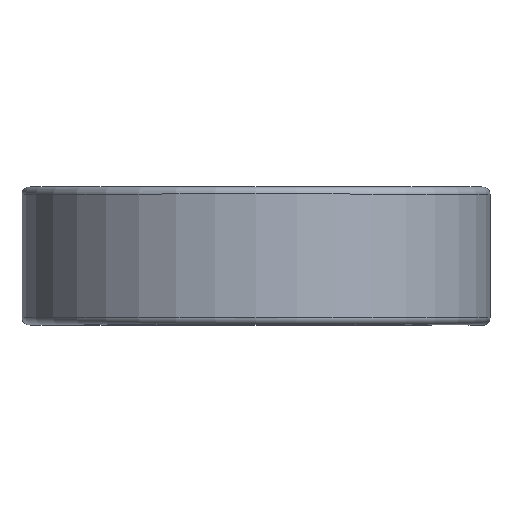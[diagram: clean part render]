
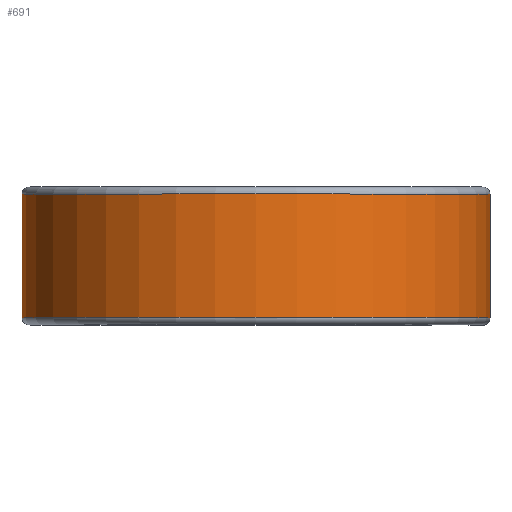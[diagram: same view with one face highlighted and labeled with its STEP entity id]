
A CAD part, top view. The second image highlights one B-rep face of the part: STEP entity #691.
In plain terms, the highlighted cylindrical face has radius 24.232 mm (diameter 48.463 mm), a partial arc.
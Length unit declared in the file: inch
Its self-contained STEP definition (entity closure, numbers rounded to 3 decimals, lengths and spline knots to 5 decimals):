
#374 = VECTOR ( 'NONE', #1750, 39.37008 ) ;
#495 = VERTEX_POINT ( 'NONE', #1374 ) ;
#638 = CARTESIAN_POINT ( 'NONE',  ( 0., -0.25125, 0. ) ) ;
#691 = ADVANCED_FACE ( 'NONE', ( #992 ), #1173, .T. ) ;
#701 = CARTESIAN_POINT ( 'NONE',  ( 0., 0.25, 0. ) ) ;
#715 = DIRECTION ( 'NONE',  ( 0., -1., 0. ) ) ;
#753 = ORIENTED_EDGE ( 'NONE', *, *, #1952, .F. ) ;
#848 = DIRECTION ( 'NONE',  ( 0., 0., -1. ) ) ;
#870 = AXIS2_PLACEMENT_3D ( 'NONE', #2301, #1195, #2472 ) ;
#890 = EDGE_CURVE ( 'NONE', #1574, #495, #2242, .T. ) ;
#897 = VECTOR ( 'NONE', #1608, 39.37008 ) ;
#978 = CARTESIAN_POINT ( 'NONE',  ( 0.954, -0.25125, 0. ) ) ;
#992 = FACE_OUTER_BOUND ( 'NONE', #1856, .T. ) ;
#1035 = CIRCLE ( 'NONE', #2238, 0.954 ) ;
#1100 = VERTEX_POINT ( 'NONE', #1441 ) ;
#1125 = ORIENTED_EDGE ( 'NONE', *, *, #2045, .F. ) ;
#1173 = CYLINDRICAL_SURFACE ( 'NONE', #2169, 0.954 ) ;
#1195 = DIRECTION ( 'NONE',  ( 0., -1., 0. ) ) ;
#1374 = CARTESIAN_POINT ( 'NONE',  ( 0.954, 0.25125, 0. ) ) ;
#1441 = CARTESIAN_POINT ( 'NONE',  ( 0., 0.25125, -0.954 ) ) ;
#1544 = CARTESIAN_POINT ( 'NONE',  ( 0., 0.25125, -0.954 ) ) ;
#1574 = VERTEX_POINT ( 'NONE', #978 ) ;
#1608 = DIRECTION ( 'NONE',  ( 0., 1., 0. ) ) ;
#1658 = LINE ( 'NONE', #1544, #374 ) ;
#1667 = CARTESIAN_POINT ( 'NONE',  ( 0.954, 0.25125, 0. ) ) ;
#1750 = DIRECTION ( 'NONE',  ( 0., 1., 0. ) ) ;
#1856 = EDGE_LOOP ( 'NONE', ( #2349, #2445, #753, #1125 ) ) ;
#1952 = EDGE_CURVE ( 'NONE', #2160, #1100, #1658, .T. ) ;
#1964 = DIRECTION ( 'NONE',  ( 0., -1., 0. ) ) ;
#2016 = EDGE_CURVE ( 'NONE', #495, #1100, #2354, .T. ) ;
#2045 = EDGE_CURVE ( 'NONE', #1574, #2160, #1035, .T. ) ;
#2160 = VERTEX_POINT ( 'NONE', #2172 ) ;
#2169 = AXIS2_PLACEMENT_3D ( 'NONE', #701, #715, #2347 ) ;
#2172 = CARTESIAN_POINT ( 'NONE',  ( 0., -0.25125, -0.954 ) ) ;
#2238 = AXIS2_PLACEMENT_3D ( 'NONE', #638, #1964, #848 ) ;
#2242 = LINE ( 'NONE', #1667, #897 ) ;
#2301 = CARTESIAN_POINT ( 'NONE',  ( 0., 0.25125, 0. ) ) ;
#2347 = DIRECTION ( 'NONE',  ( 0., 0., -1. ) ) ;
#2349 = ORIENTED_EDGE ( 'NONE', *, *, #890, .T. ) ;
#2354 = CIRCLE ( 'NONE', #870, 0.954 ) ;
#2445 = ORIENTED_EDGE ( 'NONE', *, *, #2016, .T. ) ;
#2472 = DIRECTION ( 'NONE',  ( 0., 0., -1. ) ) ;
